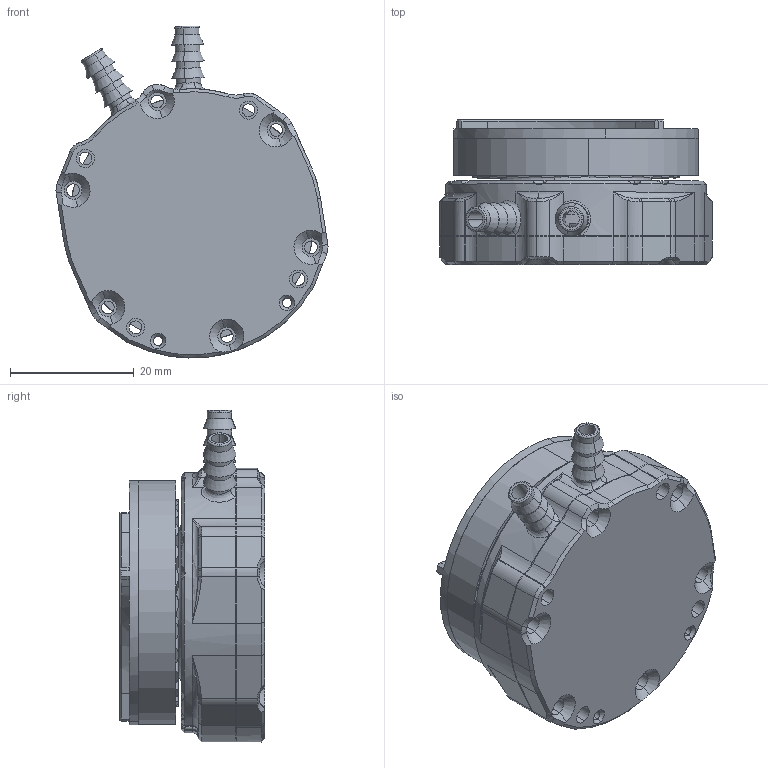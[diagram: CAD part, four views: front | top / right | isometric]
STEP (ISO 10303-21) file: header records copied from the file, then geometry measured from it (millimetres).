
FILE_DESCRIPTION (( 'STEP AP203' ), '1' );
FILE_NAME ('PUMP_STAND_ALONG_RevC.STEP', '2021-03-30T07:48:37', ( '' ), ( '' ), 'SwSTEP 2.0', 'SolidWorks 2020', '' );
FILE_SCHEMA (( 'CONFIG_CONTROL_DESIGN' ));
Length unit declared in the file: millimetre
Products named in the file (14): RP03_IMPELLER_SHAFT; RP03_MAIN_HOUSING_RevC; ROTOR; 7804K102_STAINLESS STEEL BALL BEARING_7804K102; 7804K129_STAINLESS STEEL BALL BEARING_7804K129; 24N22Px3_STATOR; RP03_IMPELLER; PUMP_STAND_ALONG_RevC; Magnet_4x3x1.5; RP03_MAIN_HOUSING_RevB_Modified_ORING_CAP; RP03_BACK_CAP_RevC; ROTOR_RING
Assembly tree (34 placements, depth 3):
  PUMP_STAND_ALONG_RevC
    RP03_IMPELLER
      RP03_IMPELLER
      RP03_IMPELLER_SHAFT
    24N22Px3_STATOR
    7804K102_STAINLESS STEEL BALL BEARING_7804K102
    RP03_MAIN_HOUSING_RevC
    ROTOR
      ROTOR_RING
      Magnet_4x3x1.5  x22
      ROTOR
    RP03_BACK_CAP_RevC
    7804K129_STAINLESS STEEL BALL BEARING_7804K129
    RP03_MAIN_HOUSING_RevB_Modified_ORING_CAP
Bounding box: 43.91 x 23.5 x 53.58 mm (x, y, z)
Volume: 20735.8 mm3; surface area: 28821.7 mm2
Topology: 88 solids, 88 shells, 2779 faces, 7399 edges, 4565 vertices
Faces by surface type: plane 1098, cylinder 1069, sphere 224, cone 215, torus 109, bspline 64
Entity records: 82569 total; most frequent: CARTESIAN_POINT 22786, DIRECTION 12317, ORIENTED_EDGE 12170, EDGE_CURVE 6085, AXIS2_PLACEMENT_3D 4568, VERTEX_POINT 3989, LINE 3181, VECTOR 3181
